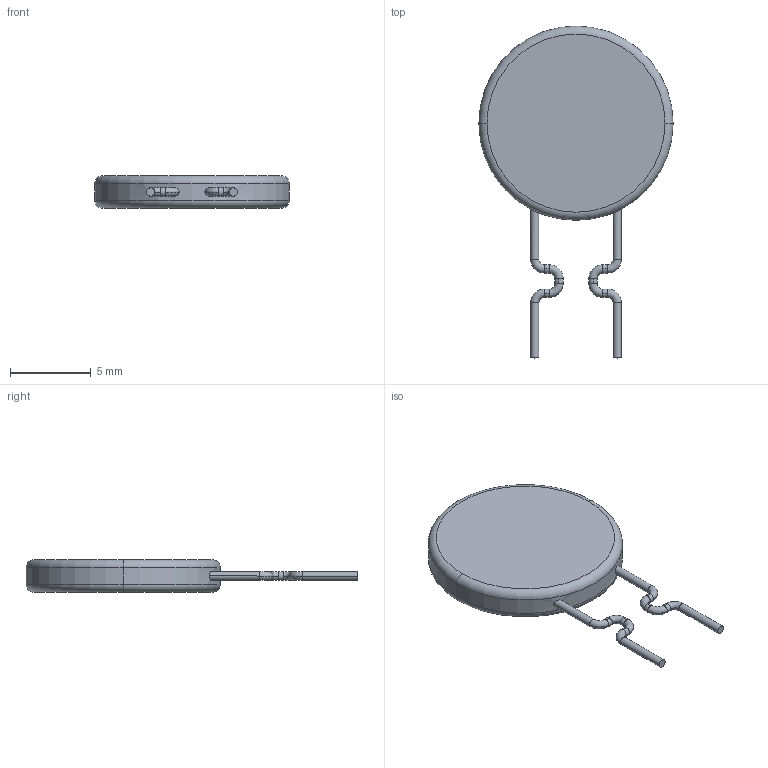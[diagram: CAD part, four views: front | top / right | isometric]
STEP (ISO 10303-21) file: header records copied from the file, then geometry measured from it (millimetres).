
FILE_DESCRIPTION (( 'STEP AP214' ), '1' );
FILE_NAME ('MF-R185.STEP', '2019-04-06T13:42:56', ( '' ), ( '' ), 'SwSTEP 2.0', 'SolidWorks 2018', '' );
FILE_SCHEMA (( 'AUTOMOTIVE_DESIGN' ));
Length unit declared in the file: millimetre
Products named in the file (1): MF-R185
Bounding box: 12 x 20.5 x 2 mm (x, y, z)
Volume: 226.7 mm3; surface area: 320.5 mm2
Topology: 1 solids, 1 shells, 46 faces, 114 edges, 72 vertices
Faces by surface type: cylinder 22, torus 20, plane 4
Entity records: 1978 total; most frequent: DIRECTION 292, CARTESIAN_POINT 269, ORIENTED_EDGE 228, AXIS2_PLACEMENT_3D 135, EDGE_CURVE 114, CIRCLE 88, VERTEX_POINT 72, UNCERTAINTY_MEASURE_WITH_UNIT 49
